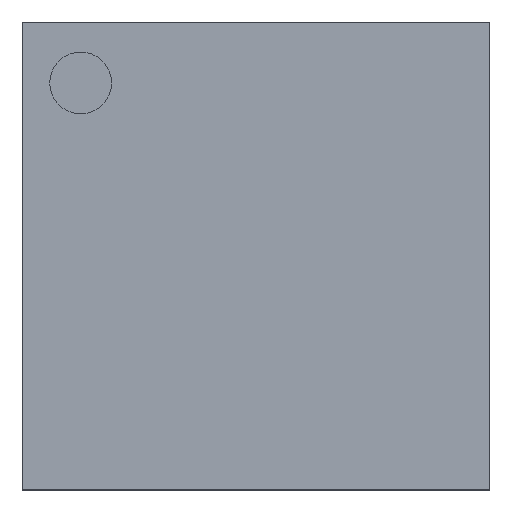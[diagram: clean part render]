
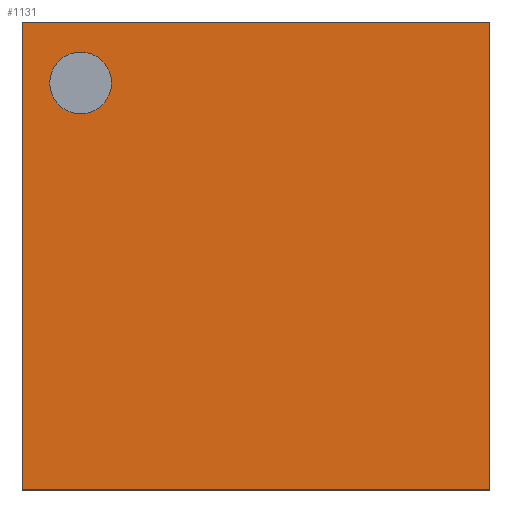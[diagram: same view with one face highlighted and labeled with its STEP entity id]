
A CAD part, top view. The second image highlights one B-rep face of the part: STEP entity #1131.
In plain terms, the highlighted planar face has unit normal (0, 0, 1).
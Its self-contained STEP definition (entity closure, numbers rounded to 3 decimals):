
#84 = LINE ( 'NONE', #1125, #1942 ) ;
#98 = ORIENTED_EDGE ( 'NONE', *, *, #542, .T. ) ;
#116 = CARTESIAN_POINT ( 'NONE',  ( -1.323, 1.109, 0.75 ) ) ;
#176 = ORIENTED_EDGE ( 'NONE', *, *, #1341, .T. ) ;
#223 = CARTESIAN_POINT ( 'NONE',  ( -1.5, -1.5, 0.75 ) ) ;
#346 = CIRCLE ( 'NONE', #2209, 0.198 ) ;
#420 = ORIENTED_EDGE ( 'NONE', *, *, #1235, .T. ) ;
#451 = AXIS2_PLACEMENT_3D ( 'NONE', #480, #2013, #1352 ) ;
#480 = CARTESIAN_POINT ( 'NONE',  ( -1.125, 1.109, 0.75 ) ) ;
#509 = VERTEX_POINT ( 'NONE', #2501 ) ;
#529 = CARTESIAN_POINT ( 'NONE',  ( 1.5, 1.5, 0.75 ) ) ;
#542 = EDGE_CURVE ( 'NONE', #823, #624, #2695, .T. ) ;
#624 = VERTEX_POINT ( 'NONE', #223 ) ;
#760 = CARTESIAN_POINT ( 'NONE',  ( -1.5, -1.5, 0.75 ) ) ;
#807 = VERTEX_POINT ( 'NONE', #116 ) ;
#823 = VERTEX_POINT ( 'NONE', #2325 ) ;
#831 = EDGE_LOOP ( 'NONE', ( #2210, #420, #98, #176 ) ) ;
#853 = VECTOR ( 'NONE', #1507, 1000. ) ;
#862 = VECTOR ( 'NONE', #936, 1000. ) ;
#922 = DIRECTION ( 'NONE',  ( 1., 0., 0. ) ) ;
#936 = DIRECTION ( 'NONE',  ( -1., 0., 0. ) ) ;
#1004 = EDGE_LOOP ( 'NONE', ( #1591, #1767 ) ) ;
#1042 = CARTESIAN_POINT ( 'NONE',  ( -1.125, 1.109, 0.75 ) ) ;
#1068 = PLANE ( 'NONE',  #2409 ) ;
#1125 = CARTESIAN_POINT ( 'NONE',  ( -1.5, -1.5, 0.75 ) ) ;
#1131 = ADVANCED_FACE ( 'NONE', ( #1555, #1956 ), #1068, .F. ) ;
#1184 = CARTESIAN_POINT ( 'NONE',  ( -1.5, 1.5, 0.75 ) ) ;
#1235 = EDGE_CURVE ( 'NONE', #1803, #823, #2259, .T. ) ;
#1341 = EDGE_CURVE ( 'NONE', #624, #2703, #84, .T. ) ;
#1352 = DIRECTION ( 'NONE',  ( 1., 0., 0. ) ) ;
#1375 = EDGE_CURVE ( 'NONE', #807, #509, #1672, .T. ) ;
#1456 = VECTOR ( 'NONE', #1612, 1000. ) ;
#1496 = DIRECTION ( 'NONE',  ( -1., 0., 0. ) ) ;
#1507 = DIRECTION ( 'NONE',  ( 0., 1., 0. ) ) ;
#1555 = FACE_BOUND ( 'NONE', #1004, .T. ) ;
#1591 = ORIENTED_EDGE ( 'NONE', *, *, #2348, .F. ) ;
#1612 = DIRECTION ( 'NONE',  ( 0., -1., 0. ) ) ;
#1672 = CIRCLE ( 'NONE', #451, 0.198 ) ;
#1687 = LINE ( 'NONE', #1953, #853 ) ;
#1695 = CARTESIAN_POINT ( 'NONE',  ( 1.5, -1.5, 0.75 ) ) ;
#1717 = CARTESIAN_POINT ( 'NONE',  ( 0., 0., 0.75 ) ) ;
#1767 = ORIENTED_EDGE ( 'NONE', *, *, #1375, .F. ) ;
#1803 = VERTEX_POINT ( 'NONE', #529 ) ;
#1942 = VECTOR ( 'NONE', #922, 1000. ) ;
#1953 = CARTESIAN_POINT ( 'NONE',  ( 1.5, -1.5, 0.75 ) ) ;
#1956 = FACE_OUTER_BOUND ( 'NONE', #831, .T. ) ;
#2013 = DIRECTION ( 'NONE',  ( 0., 0., 1. ) ) ;
#2209 = AXIS2_PLACEMENT_3D ( 'NONE', #1042, #2609, #2558 ) ;
#2210 = ORIENTED_EDGE ( 'NONE', *, *, #2388, .T. ) ;
#2259 = LINE ( 'NONE', #1184, #862 ) ;
#2325 = CARTESIAN_POINT ( 'NONE',  ( -1.5, 1.5, 0.75 ) ) ;
#2348 = EDGE_CURVE ( 'NONE', #509, #807, #346, .T. ) ;
#2388 = EDGE_CURVE ( 'NONE', #2703, #1803, #1687, .T. ) ;
#2409 = AXIS2_PLACEMENT_3D ( 'NONE', #1717, #2587, #1496 ) ;
#2501 = CARTESIAN_POINT ( 'NONE',  ( -0.927, 1.109, 0.75 ) ) ;
#2558 = DIRECTION ( 'NONE',  ( 1., 0., 0. ) ) ;
#2587 = DIRECTION ( 'NONE',  ( 0., 0., -1. ) ) ;
#2609 = DIRECTION ( 'NONE',  ( 0., 0., 1. ) ) ;
#2695 = LINE ( 'NONE', #760, #1456 ) ;
#2703 = VERTEX_POINT ( 'NONE', #1695 ) ;
